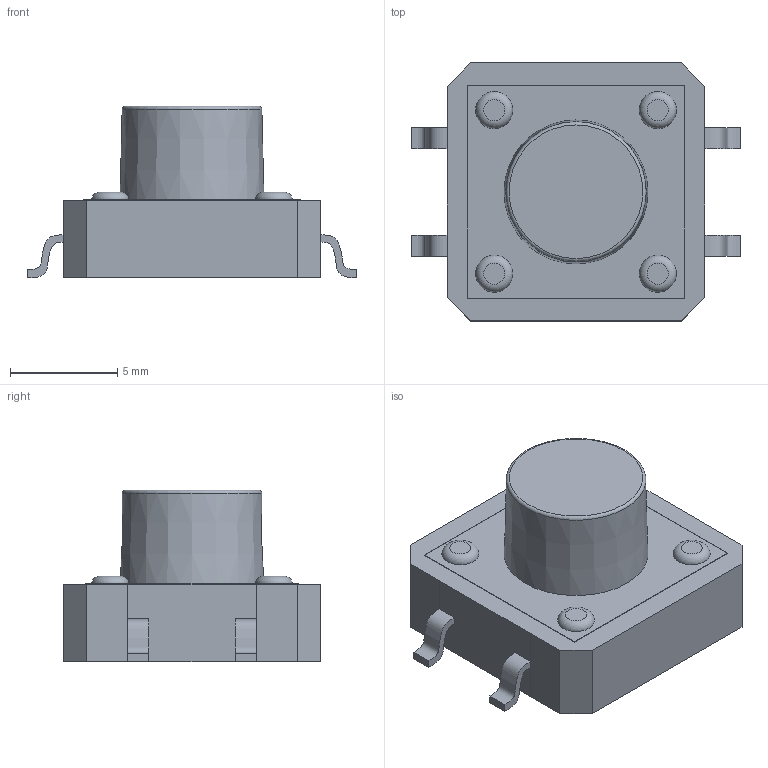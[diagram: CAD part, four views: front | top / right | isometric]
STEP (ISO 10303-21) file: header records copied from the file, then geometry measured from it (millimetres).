
FILE_DESCRIPTION(/* description */ ('Unknown'),/* implementation_level */ '2;1');
FILE_NAME(/* name */ 'Tactal Switch - SMD (12mmx12mmx8.0mmmm)',/* time_stamp */ '2018-10-29T23:40:41-04:00',/* author */ ('Unknown'),/* organization */ ('Unknown'),/* preprocessor_version */ 'ST-DEVELOPER v16.7',/* originating_system */ 'DEX',/* authorisation */ $);
FILE_SCHEMA (('AUTOMOTIVE_DESIGN {1 0 10303 214 3 1 1}'));
Length unit declared in the file: millimetre
Products named in the file (1): Tactal Switch - SMD (12mmx12mmx_mm)
Bounding box: 15.37 x 12.01 x 8 mm (x, y, z)
Volume: 669.4 mm3; surface area: 604.4 mm2
Topology: 1 solids, 21 shells, 222 faces, 522 edges, 348 vertices
Faces by surface type: plane 169, bspline 47, torus 5, cone 1
Entity records: 9416 total; most frequent: CARTESIAN_POINT 3458, ORIENTED_EDGE 1022, DIRECTION 594, EDGE_CURVE 511, VERTEX_POINT 347, B_SPLINE_CURVE_WITH_KNOTS 280, EDGE_LOOP 250, FACE_BOUND 250
